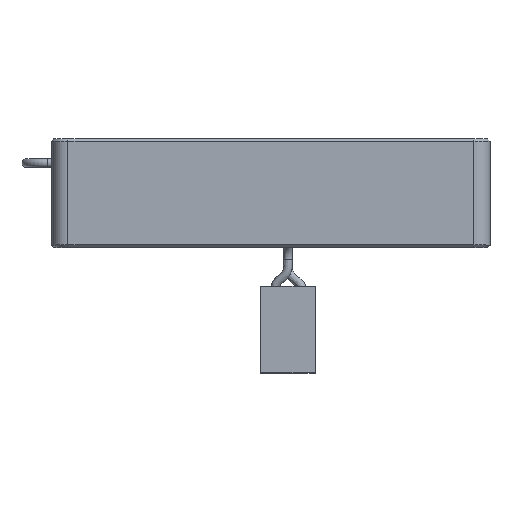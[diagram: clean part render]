
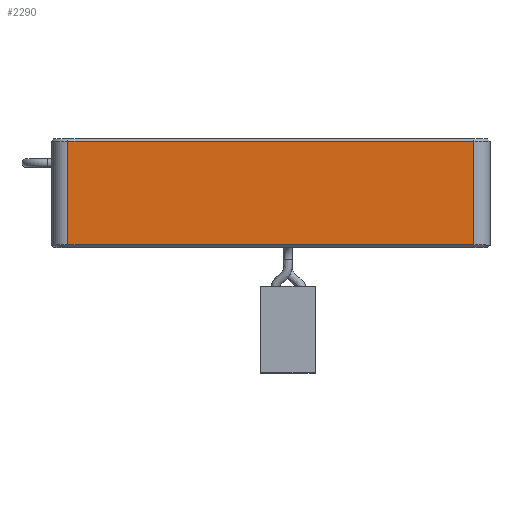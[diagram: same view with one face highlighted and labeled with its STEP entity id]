
A CAD part, top view. The second image highlights one B-rep face of the part: STEP entity #2290.
In plain terms, the highlighted planar face has unit normal (0, 0, 1).
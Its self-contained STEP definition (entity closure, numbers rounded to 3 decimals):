
#338=FACE_OUTER_BOUND('',#488,.T.);
#488=EDGE_LOOP('',(#1870,#1871,#1872,#1873));
#553=LINE('',#3429,#737);
#559=LINE('',#3450,#743);
#570=LINE('',#3488,#754);
#667=LINE('',#3850,#851);
#737=VECTOR('',#2671,10.);
#743=VECTOR('',#2695,10.);
#754=VECTOR('',#2734,10.);
#851=VECTOR('',#3151,10.);
#918=VERTEX_POINT('',#3419);
#920=VERTEX_POINT('',#3425);
#927=VERTEX_POINT('',#3448);
#940=VERTEX_POINT('',#3486);
#1130=EDGE_CURVE('',#918,#920,#553,.T.);
#1141=EDGE_CURVE('',#927,#918,#559,.T.);
#1159=EDGE_CURVE('',#940,#927,#570,.T.);
#1342=EDGE_CURVE('',#940,#920,#667,.T.);
#1870=ORIENTED_EDGE('',*,*,#1130,.F.);
#1871=ORIENTED_EDGE('',*,*,#1141,.F.);
#1872=ORIENTED_EDGE('',*,*,#1159,.F.);
#1873=ORIENTED_EDGE('',*,*,#1342,.T.);
#2174=PLANE('',#2547);
#2290=ADVANCED_FACE('',(#338),#2174,.T.);
#2547=AXIS2_PLACEMENT_3D('',#3851,#3152,#3153);
#2671=DIRECTION('',(-1.,0.,0.));
#2695=DIRECTION('',(0.,-1.,0.));
#2734=DIRECTION('',(1.,0.,0.));
#3151=DIRECTION('',(0.,-1.,0.));
#3152=DIRECTION('center_axis',(0.,0.,1.));
#3153=DIRECTION('ref_axis',(-1.,0.,0.));
#3419=CARTESIAN_POINT('',(3.407,16.55,21.072));
#3425=CARTESIAN_POINT('',(-34.093,16.55,21.072));
#3429=CARTESIAN_POINT('',(-5.968,16.55,21.072));
#3448=CARTESIAN_POINT('',(3.407,26.15,21.072));
#3450=CARTESIAN_POINT('',(3.407,26.35,21.072));
#3486=CARTESIAN_POINT('',(-34.093,26.15,21.072));
#3488=CARTESIAN_POINT('',(-5.968,26.15,21.072));
#3850=CARTESIAN_POINT('',(-34.093,26.35,21.072));
#3851=CARTESIAN_POINT('Origin',(3.407,26.35,21.072));
